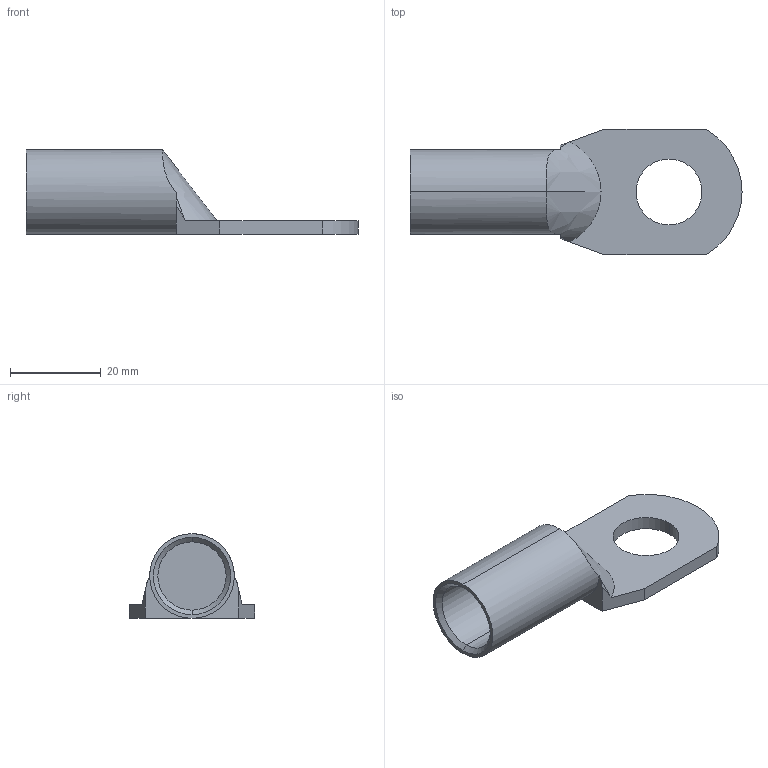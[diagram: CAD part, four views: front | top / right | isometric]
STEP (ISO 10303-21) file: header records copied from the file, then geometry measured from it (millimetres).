
FILE_DESCRIPTION (( 'STEP AP203' ), '1' );
FILE_NAME ('dt-120-14-15 侲膰翴籦鴀 DT-120-14-15 (盉).STEP', '2017-02-06T16:46:10', ( 'kuryshev' ), ( '' ), 'SwSTEP 2.0', 'SolidWorks 2010', '' );
FILE_SCHEMA (( 'CONFIG_CONTROL_DESIGN' ));
Length unit declared in the file: millimetre
Products named in the file (1): dt-120-14-15 侲膰翴籦鴀 DT-120-14-15 (盉)
Bounding box: 73 x 27.5 x 18.6 mm (x, y, z)
Volume: 7347.1 mm3; surface area: 5762.4 mm2
Topology: 1 solids, 1 shells, 23 faces, 55 edges, 35 vertices
Faces by surface type: plane 12, cylinder 7, cone 2, bspline 2
Entity records: 830 total; most frequent: CARTESIAN_POINT 220, ORIENTED_EDGE 110, DIRECTION 109, EDGE_CURVE 55, AXIS2_PLACEMENT_3D 40, VERTEX_POINT 35, LINE 29, VECTOR 29
